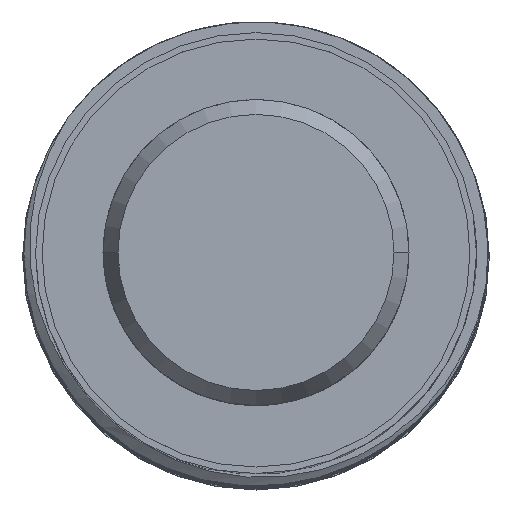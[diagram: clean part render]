
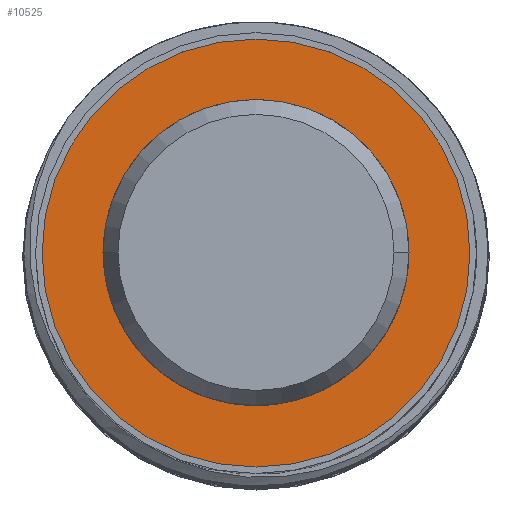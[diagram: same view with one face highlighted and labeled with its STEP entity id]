
A CAD part, top view. The second image highlights one B-rep face of the part: STEP entity #10525.
In plain terms, the highlighted planar face has unit normal (0, 0, 1).
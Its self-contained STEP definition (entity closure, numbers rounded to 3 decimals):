
#818=CARTESIAN_POINT('',(0.,0.,79.2));
#819=DIRECTION('',(0.,0.,-1.));
#820=DIRECTION('',(1.,0.,0.));
#821=AXIS2_PLACEMENT_3D('',#818,#819,#820);
#823=CARTESIAN_POINT('',(0.,0.,79.2));
#824=DIRECTION('',(0.,0.,-1.));
#825=DIRECTION('',(-1.,0.,0.));
#826=AXIS2_PLACEMENT_3D('',#823,#824,#825);
#828=CARTESIAN_POINT('',(0.,0.,79.2));
#829=DIRECTION('',(0.,0.,-1.));
#830=DIRECTION('',(-1.,0.,0.));
#831=AXIS2_PLACEMENT_3D('',#828,#829,#830);
#837=CARTESIAN_POINT('',(0.,0.,79.2));
#838=DIRECTION('',(0.,0.,-1.));
#839=DIRECTION('',(1.,0.,0.));
#840=AXIS2_PLACEMENT_3D('',#837,#838,#839);
#8395=CARTESIAN_POINT('',(5.35,0.,79.2));
#8396=CARTESIAN_POINT('',(-5.35,0.,79.2));
#8397=VERTEX_POINT('',#8395);
#8398=VERTEX_POINT('',#8396);
#8399=CARTESIAN_POINT('',(-8.25,0.,79.2));
#8400=CARTESIAN_POINT('',(8.25,0.,79.2));
#8401=VERTEX_POINT('',#8399);
#8402=VERTEX_POINT('',#8400);
#10510=CARTESIAN_POINT('',(0.,0.,79.2));
#10511=DIRECTION('',(0.,0.,1.));
#10512=DIRECTION('',(1.,0.,0.));
#10513=AXIS2_PLACEMENT_3D('',#10510,#10511,#10512);
#10514=PLANE('',#10513);
#10516=ORIENTED_EDGE('',*,*,#10515,.T.);
#10518=ORIENTED_EDGE('',*,*,#10517,.T.);
#10519=EDGE_LOOP('',(#10516,#10518));
#10520=FACE_OUTER_BOUND('',#10519,.F.);
#10521=ORIENTED_EDGE('',*,*,#10493,.F.);
#10522=ORIENTED_EDGE('',*,*,#9593,.F.);
#10523=EDGE_LOOP('',(#10521,#10522));
#10524=FACE_BOUND('',#10523,.F.);
#10525=ADVANCED_FACE('',(#10520,#10524),#10514,.T.);
#822=CIRCLE('',#821,5.35);
#827=CIRCLE('',#826,5.35);
#832=CIRCLE('',#831,8.25);
#841=CIRCLE('',#840,8.25);
#9593=EDGE_CURVE('',#8398,#8397,#827,.T.);
#10493=EDGE_CURVE('',#8397,#8398,#822,.T.);
#10515=EDGE_CURVE('',#8401,#8402,#832,.T.);
#10517=EDGE_CURVE('',#8402,#8401,#841,.T.);
